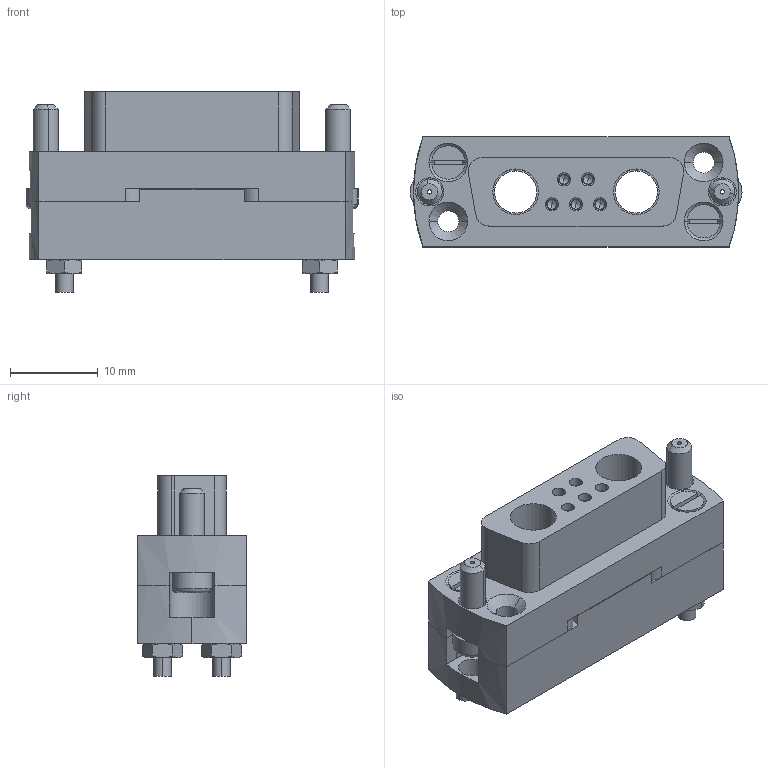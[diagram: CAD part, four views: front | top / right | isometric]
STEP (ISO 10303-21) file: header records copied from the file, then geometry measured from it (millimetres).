
FILE_DESCRIPTION (( 'STEP AP214' ), '1' );
FILE_NAME ('211-FX15-2X5-PK.STEP', '2020-11-26T14:32:56', ( '' ), ( '' ), 'SwSTEP 2.0', 'SolidWorks 2017', '' );
FILE_SCHEMA (( 'AUTOMOTIVE_DESIGN' ));
Length unit declared in the file: millimetre
Products named in the file (7): 211-FX15-2X5-PK; Hexagon Nut ISO 4032 - M2 - D - N_Hexagon Nut ISO 4032 - M2 - D - N; 903-SCREW-4-40-3_8-B; 9212-PINF-HV; ISO 2009 - M2 x 16 --- 16C_ISO 2009 - M2 x 16 --- 16C; 9211-X15-2X5-PK-BP_3 pol; 9211-FX15-2X5-PK-FP_3 pol
Assembly tree (13 placements, depth 2):
  211-FX15-2X5-PK
    9211-FX15-2X5-PK-FP_3 pol
    9211-X15-2X5-PK-BP_3 pol
    903-SCREW-4-40-3_8-B  x2
    ISO 2009 - M2 x 16 --- 16C_ISO 2009 - M2 x 16 --- 16C  x2
    Hexagon Nut ISO 4032 - M2 - D - N_Hexagon Nut ISO 4032 - M2 - D - N  x2
    9212-PINF-HV  x5
Bounding box: 37.78 x 12.5 x 22.8 mm (x, y, z)
Volume: 5531.7 mm3; surface area: 6252.5 mm2
Topology: 13 solids, 18 shells, 549 faces, 1284 edges, 776 vertices
Faces by surface type: cylinder 206, cone 148, plane 147, torus 48
Entity records: 9044 total; most frequent: DIRECTION 1514, CARTESIAN_POINT 1486, ORIENTED_EDGE 1292, EDGE_CURVE 646, AXIS2_PLACEMENT_3D 622, VERTEX_POINT 410, CIRCLE 340, EDGE_LOOP 340
